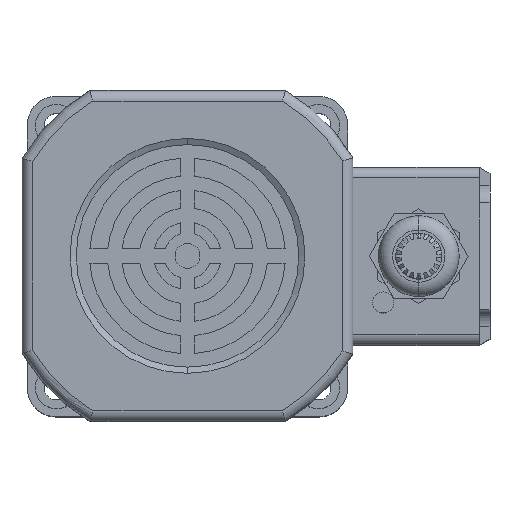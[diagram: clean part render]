
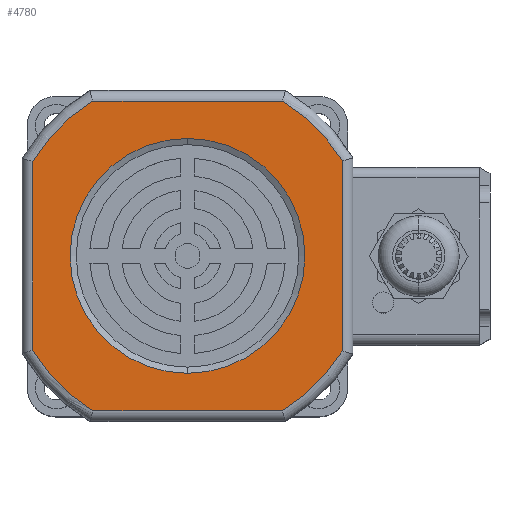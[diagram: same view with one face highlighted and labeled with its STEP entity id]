
A CAD part, top view. The second image highlights one B-rep face of the part: STEP entity #4780.
In plain terms, the highlighted face is planar.
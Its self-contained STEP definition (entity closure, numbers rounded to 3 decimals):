
#1 = VERTEX_POINT ( 'NONE', #959 ) ;
#472 = CARTESIAN_POINT ( 'NONE',  ( 26.673, 0., 43.5 ) ) ;
#651 = LINE ( 'NONE', #24239, #15391 ) ;
#959 = CARTESIAN_POINT ( 'NONE',  ( 43.5, 0., -26.705 ) ) ;
#1466 = VERTEX_POINT ( 'NONE', #9298 ) ;
#2301 = CARTESIAN_POINT ( 'NONE',  ( -43.5, 0., 26.54 ) ) ;
#2398 = EDGE_LOOP ( 'NONE', ( #16741, #21899, #5887, #20651, #21303, #12749, #18155, #18853 ) ) ;
#2941 = LINE ( 'NONE', #20794, #22344 ) ;
#3285 = EDGE_CURVE ( 'NONE', #1466, #9518, #22539, .T. ) ;
#3384 = FACE_BOUND ( 'NONE', #23698, .T. ) ;
#4437 = CARTESIAN_POINT ( 'NONE',  ( 43.5, 0., 26.705 ) ) ;
#4780 = ADVANCED_FACE ( 'NONE', ( #23332, #3384 ), #17785, .F. ) ;
#5491 = CIRCLE ( 'NONE', #15176, 51. ) ;
#5887 = ORIENTED_EDGE ( 'NONE', *, *, #6374, .T. ) ;
#6337 = EDGE_CURVE ( 'NONE', #8353, #16638, #651, .T. ) ;
#6370 = EDGE_CURVE ( 'NONE', #16638, #19702, #20282, .T. ) ;
#6374 = EDGE_CURVE ( 'NONE', #19702, #19591, #24655, .T. ) ;
#6378 = EDGE_CURVE ( 'NONE', #19591, #1, #5491, .T. ) ;
#6410 = EDGE_CURVE ( 'NONE', #1, #22554, #24072, .T. ) ;
#6446 = EDGE_CURVE ( 'NONE', #22554, #17529, #13662, .T. ) ;
#6486 = EDGE_CURVE ( 'NONE', #17529, #18380, #2941, .T. ) ;
#6489 = EDGE_CURVE ( 'NONE', #18380, #8353, #17957, .T. ) ;
#6493 = EDGE_CURVE ( 'NONE', #9518, #1466, #22936, .T. ) ;
#8353 = VERTEX_POINT ( 'NONE', #2301 ) ;
#9298 = CARTESIAN_POINT ( 'NONE',  ( 0., 0., 33. ) ) ;
#9518 = VERTEX_POINT ( 'NONE', #12868 ) ;
#11101 = VECTOR ( 'NONE', #22804, 1000. ) ;
#11450 = ORIENTED_EDGE ( 'NONE', *, *, #6493, .F. ) ;
#12138 = DIRECTION ( 'NONE',  ( 0., 0., -1. ) ) ;
#12146 = DIRECTION ( 'NONE',  ( 0., -1., 0. ) ) ;
#12167 = CARTESIAN_POINT ( 'NONE',  ( 0., 0., 0. ) ) ;
#12749 = ORIENTED_EDGE ( 'NONE', *, *, #6446, .T. ) ;
#12868 = CARTESIAN_POINT ( 'NONE',  ( 0., 0., -33. ) ) ;
#13662 = CIRCLE ( 'NONE', #15071, 51. ) ;
#14980 = AXIS2_PLACEMENT_3D ( 'NONE', #20384, #20361, #20354 ) ;
#14981 = AXIS2_PLACEMENT_3D ( 'NONE', #20575, #20550, #20522 ) ;
#15071 = AXIS2_PLACEMENT_3D ( 'NONE', #21554, #21521, #21464 ) ;
#15176 = AXIS2_PLACEMENT_3D ( 'NONE', #22688, #22683, #22601 ) ;
#15190 = AXIS2_PLACEMENT_3D ( 'NONE', #23018, #22961, #22931 ) ;
#15391 = VECTOR ( 'NONE', #23736, 1000. ) ;
#16164 = ORIENTED_EDGE ( 'NONE', *, *, #3285, .F. ) ;
#16638 = VERTEX_POINT ( 'NONE', #23162 ) ;
#16741 = ORIENTED_EDGE ( 'NONE', *, *, #6337, .T. ) ;
#17397 = AXIS2_PLACEMENT_3D ( 'NONE', #17699, #17477, #17473 ) ;
#17473 = DIRECTION ( 'NONE',  ( 0., 0., 1. ) ) ;
#17477 = DIRECTION ( 'NONE',  ( 0., 1., 0. ) ) ;
#17529 = VERTEX_POINT ( 'NONE', #472 ) ;
#17634 = CARTESIAN_POINT ( 'NONE',  ( -26.572, 0., -43.5 ) ) ;
#17699 = CARTESIAN_POINT ( 'NONE',  ( 0.05, 0., 0. ) ) ;
#17785 = PLANE ( 'NONE',  #17397 ) ;
#17957 = CIRCLE ( 'NONE', #14981, 51. ) ;
#18155 = ORIENTED_EDGE ( 'NONE', *, *, #6486, .T. ) ;
#18380 = VERTEX_POINT ( 'NONE', #20117 ) ;
#18853 = ORIENTED_EDGE ( 'NONE', *, *, #6489, .T. ) ;
#19099 = VECTOR ( 'NONE', #22454, 1000. ) ;
#19234 = CARTESIAN_POINT ( 'NONE',  ( 26.673, 0., -43.5 ) ) ;
#19308 = AXIS2_PLACEMENT_3D ( 'NONE', #12167, #12146, #12138 ) ;
#19591 = VERTEX_POINT ( 'NONE', #19234 ) ;
#19702 = VERTEX_POINT ( 'NONE', #17634 ) ;
#20117 = CARTESIAN_POINT ( 'NONE',  ( -26.572, 0., 43.5 ) ) ;
#20282 = CIRCLE ( 'NONE', #15190, 51. ) ;
#20354 = DIRECTION ( 'NONE',  ( 0., 0., -1. ) ) ;
#20361 = DIRECTION ( 'NONE',  ( 0., -1., 0. ) ) ;
#20384 = CARTESIAN_POINT ( 'NONE',  ( 0., 0., 0. ) ) ;
#20522 = DIRECTION ( 'NONE',  ( 0., 0., 1. ) ) ;
#20550 = DIRECTION ( 'NONE',  ( 0., -1., 0. ) ) ;
#20575 = CARTESIAN_POINT ( 'NONE',  ( 0.05, 0., 0. ) ) ;
#20651 = ORIENTED_EDGE ( 'NONE', *, *, #6378, .T. ) ;
#20665 = DIRECTION ( 'NONE',  ( -1., 0., 0. ) ) ;
#20794 = CARTESIAN_POINT ( 'NONE',  ( 0.05, 0., 43.5 ) ) ;
#21303 = ORIENTED_EDGE ( 'NONE', *, *, #6410, .T. ) ;
#21464 = DIRECTION ( 'NONE',  ( 0., 0., 1. ) ) ;
#21521 = DIRECTION ( 'NONE',  ( 0., -1., 0. ) ) ;
#21554 = CARTESIAN_POINT ( 'NONE',  ( 0.05, 0., 0. ) ) ;
#21899 = ORIENTED_EDGE ( 'NONE', *, *, #6370, .T. ) ;
#22344 = VECTOR ( 'NONE', #20665, 1000. ) ;
#22454 = DIRECTION ( 'NONE',  ( 0., 0., 1. ) ) ;
#22539 = CIRCLE ( 'NONE', #19308, 33. ) ;
#22554 = VERTEX_POINT ( 'NONE', #4437 ) ;
#22601 = DIRECTION ( 'NONE',  ( 0., 0., 1. ) ) ;
#22683 = DIRECTION ( 'NONE',  ( 0., -1., 0. ) ) ;
#22688 = CARTESIAN_POINT ( 'NONE',  ( 0.05, 0., 0. ) ) ;
#22720 = CARTESIAN_POINT ( 'NONE',  ( 43.5, 0., 0. ) ) ;
#22804 = DIRECTION ( 'NONE',  ( 1., 0., 0. ) ) ;
#22924 = CARTESIAN_POINT ( 'NONE',  ( 0.05, 0., -43.5 ) ) ;
#22931 = DIRECTION ( 'NONE',  ( 0., 0., 1. ) ) ;
#22936 = CIRCLE ( 'NONE', #14980, 33. ) ;
#22961 = DIRECTION ( 'NONE',  ( 0., -1., 0. ) ) ;
#23018 = CARTESIAN_POINT ( 'NONE',  ( 0.05, 0., 0. ) ) ;
#23162 = CARTESIAN_POINT ( 'NONE',  ( -43.5, 0., -26.54 ) ) ;
#23332 = FACE_OUTER_BOUND ( 'NONE', #2398, .T. ) ;
#23698 = EDGE_LOOP ( 'NONE', ( #11450, #16164 ) ) ;
#23736 = DIRECTION ( 'NONE',  ( 0., 0., -1. ) ) ;
#24072 = LINE ( 'NONE', #22720, #19099 ) ;
#24239 = CARTESIAN_POINT ( 'NONE',  ( -43.5, 0., 0. ) ) ;
#24655 = LINE ( 'NONE', #22924, #11101 ) ;
